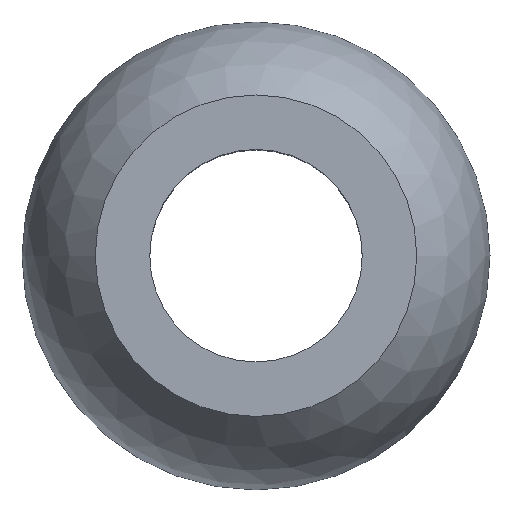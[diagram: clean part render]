
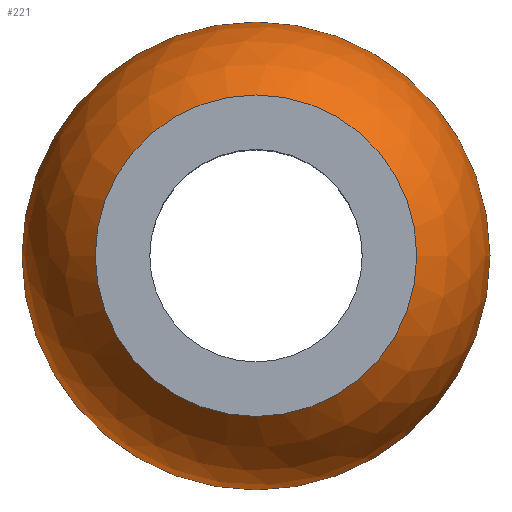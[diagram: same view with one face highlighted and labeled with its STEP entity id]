
A CAD part, top view. The second image highlights one B-rep face of the part: STEP entity #221.
In plain terms, the highlighted spherical face has radius 5.505 mm.
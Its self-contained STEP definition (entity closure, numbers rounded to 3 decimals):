
#1 = DIRECTION ( 'NONE',  ( 0., 0., 1. ) ) ;
#18 = VERTEX_POINT ( 'NONE', #167 ) ;
#20 = DIRECTION ( 'NONE',  ( 0., 0., -1. ) ) ;
#33 = VERTEX_POINT ( 'NONE', #190 ) ;
#34 = EDGE_LOOP ( 'NONE', ( #245, #107 ) ) ;
#37 = CARTESIAN_POINT ( 'NONE',  ( 3.782, 0., 4. ) ) ;
#40 = EDGE_LOOP ( 'NONE', ( #86, #122 ) ) ;
#44 = DIRECTION ( 'NONE',  ( -1., 0., 0. ) ) ;
#45 = VERTEX_POINT ( 'NONE', #37 ) ;
#46 = AXIS2_PLACEMENT_3D ( 'NONE', #240, #20, #170 ) ;
#63 = DIRECTION ( 'NONE',  ( 0., 0., 1. ) ) ;
#72 = AXIS2_PLACEMENT_3D ( 'NONE', #154, #192, #116 ) ;
#82 = DIRECTION ( 'NONE',  ( -1., 0., 0. ) ) ;
#86 = ORIENTED_EDGE ( 'NONE', *, *, #250, .F. ) ;
#90 = SPHERICAL_SURFACE ( 'NONE', #72, 5.505 ) ;
#99 = DIRECTION ( 'NONE',  ( 0., 0., 1. ) ) ;
#101 = AXIS2_PLACEMENT_3D ( 'NONE', #118, #1, #172 ) ;
#107 = ORIENTED_EDGE ( 'NONE', *, *, #176, .F. ) ;
#109 = CIRCLE ( 'NONE', #101, 5.505 ) ;
#114 = AXIS2_PLACEMENT_3D ( 'NONE', #244, #63, #44 ) ;
#116 = DIRECTION ( 'NONE',  ( -1., 0., 0. ) ) ;
#118 = CARTESIAN_POINT ( 'NONE',  ( 0., 0., 0. ) ) ;
#122 = ORIENTED_EDGE ( 'NONE', *, *, #203, .T. ) ;
#154 = CARTESIAN_POINT ( 'NONE',  ( 0., 0., 0. ) ) ;
#163 = CIRCLE ( 'NONE', #114, 3.782 ) ;
#167 = CARTESIAN_POINT ( 'NONE',  ( 0., -5.505, 0. ) ) ;
#168 = CARTESIAN_POINT ( 'NONE',  ( -3.782, 0., 4. ) ) ;
#170 = DIRECTION ( 'NONE',  ( -1., 0., 0. ) ) ;
#172 = DIRECTION ( 'NONE',  ( 1., 0., 0. ) ) ;
#176 = EDGE_CURVE ( 'NONE', #45, #217, #199, .T. ) ;
#189 = CIRCLE ( 'NONE', #46, 5.505 ) ;
#190 = CARTESIAN_POINT ( 'NONE',  ( 0., 5.505, 0. ) ) ;
#192 = DIRECTION ( 'NONE',  ( 0., 0., -1. ) ) ;
#194 = CARTESIAN_POINT ( 'NONE',  ( 0., 0., 4. ) ) ;
#199 = CIRCLE ( 'NONE', #248, 3.782 ) ;
#203 = EDGE_CURVE ( 'NONE', #33, #18, #109, .T. ) ;
#214 = EDGE_CURVE ( 'NONE', #217, #45, #163, .T. ) ;
#217 = VERTEX_POINT ( 'NONE', #168 ) ;
#221 = ADVANCED_FACE ( 'NONE', ( #252, #238 ), #90, .T. ) ;
#238 = FACE_BOUND ( 'NONE', #34, .T. ) ;
#240 = CARTESIAN_POINT ( 'NONE',  ( 0., 0., 0. ) ) ;
#244 = CARTESIAN_POINT ( 'NONE',  ( 0., 0., 4. ) ) ;
#245 = ORIENTED_EDGE ( 'NONE', *, *, #214, .F. ) ;
#248 = AXIS2_PLACEMENT_3D ( 'NONE', #194, #99, #82 ) ;
#250 = EDGE_CURVE ( 'NONE', #33, #18, #189, .T. ) ;
#252 = FACE_OUTER_BOUND ( 'NONE', #40, .T. ) ;
